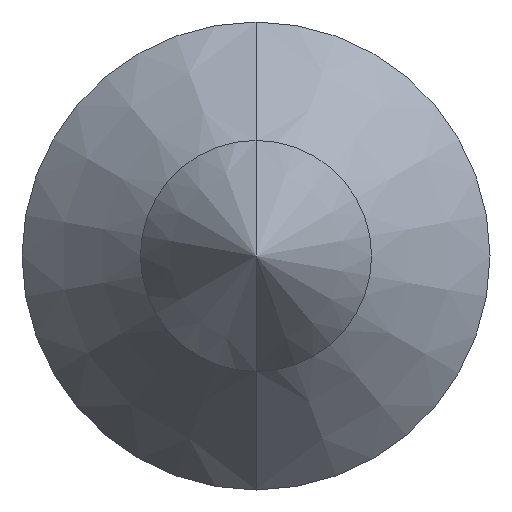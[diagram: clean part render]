
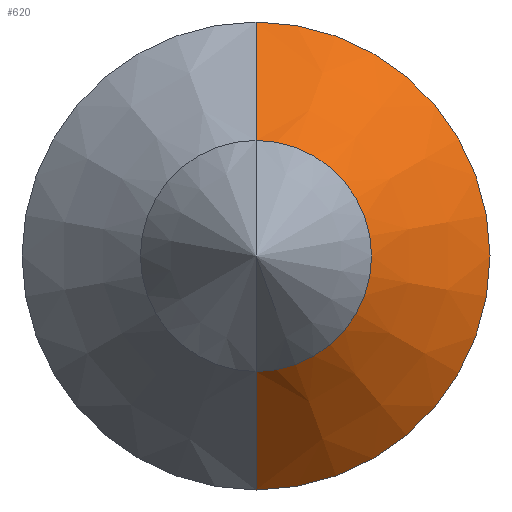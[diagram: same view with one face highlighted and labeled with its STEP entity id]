
A CAD part, front view. The second image highlights one B-rep face of the part: STEP entity #620.
In plain terms, the highlighted conical face has half-angle 41.711 degrees and reference radius 2 mm.
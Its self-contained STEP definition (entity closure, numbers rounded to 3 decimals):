
#39 = CIRCLE ( 'NONE', #283, 4.05 ) ;
#43 = LINE ( 'NONE', #99, #46 ) ;
#45 = LINE ( 'NONE', #58, #249 ) ;
#46 = VECTOR ( 'NONE', #101, 1000. ) ;
#54 = AXIS2_PLACEMENT_3D ( 'NONE', #662, #663, #661 ) ;
#58 = CARTESIAN_POINT ( 'NONE',  ( 0., 7.5, 2. ) ) ;
#59 = CARTESIAN_POINT ( 'NONE',  ( 0., 9.8, 0. ) ) ;
#60 = DIRECTION ( 'NONE',  ( 0., 1., 0. ) ) ;
#61 = DIRECTION ( 'NONE',  ( 0., 0., 1. ) ) ;
#62 = DIRECTION ( 'NONE',  ( 0., 0.747, 0.665 ) ) ;
#99 = CARTESIAN_POINT ( 'NONE',  ( 0., 7.5, -2. ) ) ;
#101 = DIRECTION ( 'NONE',  ( 0., 0.747, -0.665 ) ) ;
#145 = VERTEX_POINT ( 'NONE', #433 ) ;
#206 = CARTESIAN_POINT ( 'NONE',  ( 0., 9.8, -4.05 ) ) ;
#211 = CARTESIAN_POINT ( 'NONE',  ( 0., 9.8, 4.05 ) ) ;
#249 = VECTOR ( 'NONE', #62, 1000. ) ;
#283 = AXIS2_PLACEMENT_3D ( 'NONE', #59, #60, #61 ) ;
#295 = ORIENTED_EDGE ( 'NONE', *, *, #363, .F. ) ;
#296 = ORIENTED_EDGE ( 'NONE', *, *, #362, .F. ) ;
#297 = ORIENTED_EDGE ( 'NONE', *, *, #361, .T. ) ;
#298 = ORIENTED_EDGE ( 'NONE', *, *, #404, .T. ) ;
#349 = CARTESIAN_POINT ( 'NONE',  ( 0., 7.5, -2. ) ) ;
#361 = EDGE_CURVE ( 'NONE', #418, #675, #43, .T. ) ;
#362 = EDGE_CURVE ( 'NONE', #676, #675, #39, .T. ) ;
#363 = EDGE_CURVE ( 'NONE', #145, #676, #45, .T. ) ;
#371 = DIRECTION ( 'NONE',  ( 0., 0., 1. ) ) ;
#404 = EDGE_CURVE ( 'NONE', #145, #418, #501, .T. ) ;
#418 = VERTEX_POINT ( 'NONE', #349 ) ;
#433 = CARTESIAN_POINT ( 'NONE',  ( 0., 7.5, 2. ) ) ;
#444 = AXIS2_PLACEMENT_3D ( 'NONE', #578, #579, #371 ) ;
#501 = CIRCLE ( 'NONE', #444, 2. ) ;
#578 = CARTESIAN_POINT ( 'NONE',  ( 0., 7.5, 0. ) ) ;
#579 = DIRECTION ( 'NONE',  ( 0., 1., 0. ) ) ;
#620 = ADVANCED_FACE ( 'NONE', ( #630 ), #636, .T. ) ;
#630 = FACE_OUTER_BOUND ( 'NONE', #677, .T. ) ;
#636 = CONICAL_SURFACE ( 'NONE', #54, 2., 0.728 ) ;
#661 = DIRECTION ( 'NONE',  ( 0., 0., 1. ) ) ;
#662 = CARTESIAN_POINT ( 'NONE',  ( 0., 7.5, 0. ) ) ;
#663 = DIRECTION ( 'NONE',  ( 0., 1., 0. ) ) ;
#675 = VERTEX_POINT ( 'NONE', #206 ) ;
#676 = VERTEX_POINT ( 'NONE', #211 ) ;
#677 = EDGE_LOOP ( 'NONE', ( #298, #297, #296, #295 ) ) ;
